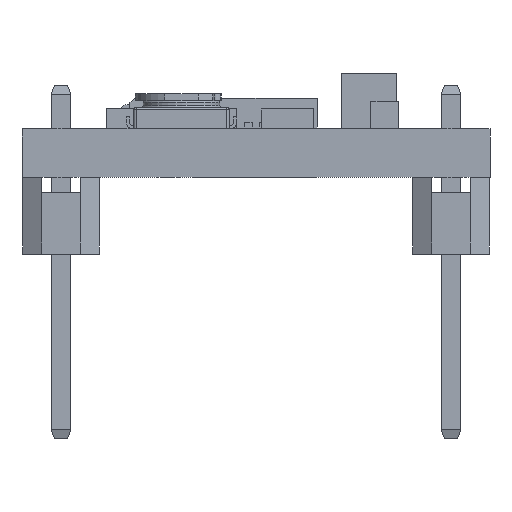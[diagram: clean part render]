
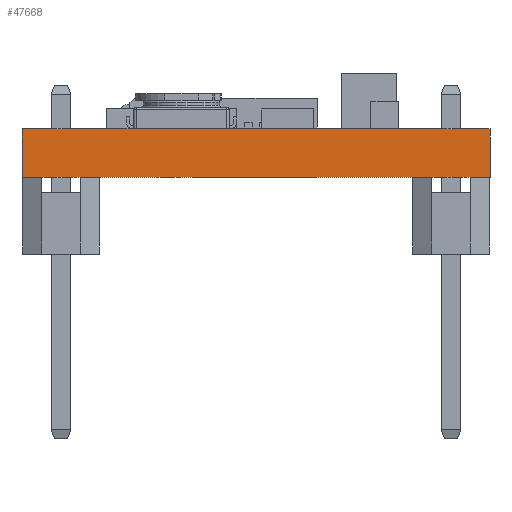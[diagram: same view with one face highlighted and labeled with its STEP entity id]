
A CAD part, front view. The second image highlights one B-rep face of the part: STEP entity #47668.
In plain terms, the highlighted planar face has unit normal (0, -1, 0).
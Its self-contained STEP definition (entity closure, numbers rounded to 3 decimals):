
#483 = ORIENTED_EDGE ( 'NONE', *, *, #3572, .F. ) ;
#3572 = EDGE_CURVE ( 'NONE', #28511, #35446, #31163, .T. ) ;
#3986 = VECTOR ( 'NONE', #15003, 1000. ) ;
#4381 = VERTEX_POINT ( 'NONE', #27277 ) ;
#5137 = CARTESIAN_POINT ( 'NONE',  ( 15.24, 0., 1.575 ) ) ;
#6873 = LINE ( 'NONE', #54220, #19576 ) ;
#7751 = EDGE_LOOP ( 'NONE', ( #38660, #47912, #483, #10600 ) ) ;
#10600 = ORIENTED_EDGE ( 'NONE', *, *, #19626, .T. ) ;
#11056 = DIRECTION ( 'NONE',  ( 0., 0., -1. ) ) ;
#12959 = LINE ( 'NONE', #46212, #54753 ) ;
#13985 = VECTOR ( 'NONE', #51840, 1000. ) ;
#15003 = DIRECTION ( 'NONE',  ( 0., 0., -1. ) ) ;
#15176 = FACE_OUTER_BOUND ( 'NONE', #7751, .T. ) ;
#19576 = VECTOR ( 'NONE', #11056, 1000. ) ;
#19626 = EDGE_CURVE ( 'NONE', #28511, #4381, #6873, .T. ) ;
#21673 = PLANE ( 'NONE',  #53921 ) ;
#23145 = CARTESIAN_POINT ( 'NONE',  ( 15.24, 0., 1.575 ) ) ;
#23912 = CARTESIAN_POINT ( 'NONE',  ( 0., 0., 1.575 ) ) ;
#26271 = CARTESIAN_POINT ( 'NONE',  ( 0., 0., 1.575 ) ) ;
#26670 = DIRECTION ( 'NONE',  ( 0., 1., 0. ) ) ;
#27277 = CARTESIAN_POINT ( 'NONE',  ( 0., 0., 0. ) ) ;
#28511 = VERTEX_POINT ( 'NONE', #55605 ) ;
#28695 = LINE ( 'NONE', #5137, #3986 ) ;
#28973 = VERTEX_POINT ( 'NONE', #60600 ) ;
#31163 = LINE ( 'NONE', #23912, #13985 ) ;
#31456 = DIRECTION ( 'NONE',  ( 0., 0., 1. ) ) ;
#35270 = EDGE_CURVE ( 'NONE', #4381, #28973, #12959, .T. ) ;
#35446 = VERTEX_POINT ( 'NONE', #23145 ) ;
#37099 = DIRECTION ( 'NONE',  ( 1., 0., 0. ) ) ;
#38660 = ORIENTED_EDGE ( 'NONE', *, *, #35270, .T. ) ;
#46212 = CARTESIAN_POINT ( 'NONE',  ( 0., 0., 0. ) ) ;
#47382 = EDGE_CURVE ( 'NONE', #35446, #28973, #28695, .T. ) ;
#47668 = ADVANCED_FACE ( 'NONE', ( #15176 ), #21673, .F. ) ;
#47912 = ORIENTED_EDGE ( 'NONE', *, *, #47382, .F. ) ;
#51840 = DIRECTION ( 'NONE',  ( 1., 0., 0. ) ) ;
#53921 = AXIS2_PLACEMENT_3D ( 'NONE', #26271, #26670, #31456 ) ;
#54220 = CARTESIAN_POINT ( 'NONE',  ( 0., 0., 1.575 ) ) ;
#54753 = VECTOR ( 'NONE', #37099, 1000. ) ;
#55605 = CARTESIAN_POINT ( 'NONE',  ( 0., 0., 1.575 ) ) ;
#60600 = CARTESIAN_POINT ( 'NONE',  ( 15.24, 0., 0. ) ) ;
